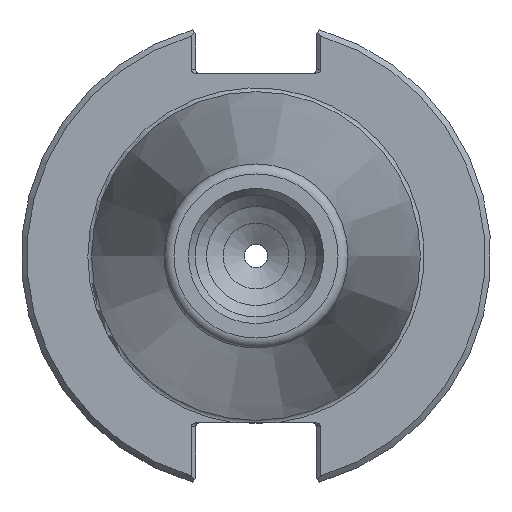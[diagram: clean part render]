
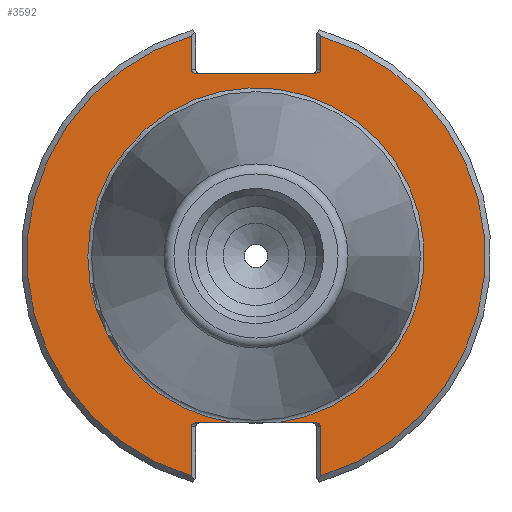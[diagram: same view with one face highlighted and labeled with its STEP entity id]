
A CAD part, left-side view. The second image highlights one B-rep face of the part: STEP entity #3592.
In plain terms, the highlighted planar face has unit normal (-1, 0, 0).
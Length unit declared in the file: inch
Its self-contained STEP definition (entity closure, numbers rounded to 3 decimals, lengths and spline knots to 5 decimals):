
#2650=CARTESIAN_POINT('',(0.125,0.345,0.992));
#2651=VERTEX_POINT('',#2650);
#2658=CARTESIAN_POINT('',(0.125,0.31672,0.972));
#2659=VERTEX_POINT('',#2658);
#2660=CARTESIAN_POINT('',(0.125,0.31672,0.992));
#2661=DIRECTION('',(-1.0,0.0,0.0));
#2662=DIRECTION('',(0.0,1.0,0.0));
#2663=AXIS2_PLACEMENT_3D('',#2660,#2661,#2662);
#2664=ELLIPSE('',#2663,0.02828,0.02);
#2665=EDGE_CURVE('',#2651,#2659,#2664,.T.);
#2750=CARTESIAN_POINT('',(0.125,0.345,1.1702));
#2751=VERTEX_POINT('',#2750);
#2758=CARTESIAN_POINT('',(0.125,0.345,1.1702));
#2759=DIRECTION('',(0.0,0.0,-1.0));
#2760=VECTOR('',#2759,0.1782);
#2761=LINE('',#2758,#2760);
#2762=EDGE_CURVE('',#2751,#2651,#2761,.T.);
#2862=CARTESIAN_POINT('',(0.125,-0.31672,0.972));
#2863=VERTEX_POINT('',#2862);
#2870=CARTESIAN_POINT('',(0.125,-0.345,0.992));
#2871=VERTEX_POINT('',#2870);
#2872=CARTESIAN_POINT('',(0.125,-0.31672,0.992));
#2873=DIRECTION('',(-1.0,0.0,0.0));
#2874=DIRECTION('',(0.0,-1.0,0.0));
#2875=AXIS2_PLACEMENT_3D('',#2872,#2873,#2874);
#2876=ELLIPSE('',#2875,0.02828,0.02);
#2877=EDGE_CURVE('',#2863,#2871,#2876,.T.);
#2927=CARTESIAN_POINT('',(0.125,-0.345,1.1702));
#2928=VERTEX_POINT('',#2927);
#2929=CARTESIAN_POINT('',(0.125,-0.345,0.992));
#2930=DIRECTION('',(0.0,0.0,1.0));
#2931=VECTOR('',#2930,0.1782);
#2932=LINE('',#2929,#2931);
#2933=EDGE_CURVE('',#2871,#2928,#2932,.T.);
#2951=CARTESIAN_POINT('',(0.125,-0.345,-0.908));
#2952=VERTEX_POINT('',#2951);
#2953=CARTESIAN_POINT('',(0.125,-0.31672,-0.888));
#2954=VERTEX_POINT('',#2953);
#2955=CARTESIAN_POINT('',(0.125,-0.31672,-0.908));
#2956=DIRECTION('',(-1.0,0.0,0.0));
#2957=DIRECTION('',(0.0,-1.0,0.0));
#2958=AXIS2_PLACEMENT_3D('',#2955,#2956,#2957);
#2959=ELLIPSE('',#2958,0.02828,0.02);
#2960=EDGE_CURVE('',#2952,#2954,#2959,.T.);
#3058=CARTESIAN_POINT('',(0.125,-0.345,-1.1702));
#3059=VERTEX_POINT('',#3058);
#3066=CARTESIAN_POINT('',(0.125,-0.345,-1.1702));
#3067=DIRECTION('',(0.0,0.0,1.0));
#3068=VECTOR('',#3067,0.2622);
#3069=LINE('',#3066,#3068);
#3070=EDGE_CURVE('',#3059,#2952,#3069,.T.);
#3170=CARTESIAN_POINT('',(0.125,0.31672,-0.888));
#3171=VERTEX_POINT('',#3170);
#3178=CARTESIAN_POINT('',(0.125,0.345,-0.908));
#3179=VERTEX_POINT('',#3178);
#3180=CARTESIAN_POINT('',(0.125,0.31672,-0.908));
#3181=DIRECTION('',(-1.0,0.0,0.0));
#3182=DIRECTION('',(0.0,1.0,0.0));
#3183=AXIS2_PLACEMENT_3D('',#3180,#3181,#3182);
#3184=ELLIPSE('',#3183,0.02828,0.02);
#3185=EDGE_CURVE('',#3171,#3179,#3184,.T.);
#3235=CARTESIAN_POINT('',(0.125,0.345,-1.1702));
#3236=VERTEX_POINT('',#3235);
#3237=CARTESIAN_POINT('',(0.125,0.345,-0.908));
#3238=DIRECTION('',(0.0,0.0,-1.0));
#3239=VECTOR('',#3238,0.2622);
#3240=LINE('',#3237,#3239);
#3241=EDGE_CURVE('',#3179,#3236,#3240,.T.);
#3308=CARTESIAN_POINT('',(0.125,0.31672,0.972));
#3309=DIRECTION('',(0.0,-1.0,0.0));
#3310=VECTOR('',#3309,0.63343);
#3311=LINE('',#3308,#3310);
#3312=EDGE_CURVE('',#2659,#2863,#3311,.T.);
#3510=CARTESIAN_POINT('',(0.125,-0.11172,-0.888));
#3511=VERTEX_POINT('',#3510);
#3512=CARTESIAN_POINT('',(0.125,0.11172,-0.888));
#3513=VERTEX_POINT('',#3512);
#3528=CARTESIAN_POINT('',(0.125,0.,0.0));
#3529=DIRECTION('',(-1.0,0.0,0.0));
#3530=DIRECTION('',(0.0,-1.0,0.0));
#3531=AXIS2_PLACEMENT_3D('',#3528,#3529,#3530);
#3532=CIRCLE('',#3531,0.895);
#3533=EDGE_CURVE('',#3511,#3513,#3532,.T.);
#3549=CARTESIAN_POINT('',(0.125,1.0625,0.0));
#3550=DIRECTION('',(-1.0,0.0,0.0));
#3551=DIRECTION('',(0.0,0.0,1.0));
#3552=AXIS2_PLACEMENT_3D('',#3549,#3550,#3551);
#3553=PLANE('',#3552);
#3554=ORIENTED_EDGE('',*,*,#3533,.F.);
#3555=CARTESIAN_POINT('',(0.125,-0.31672,-0.888));
#3556=DIRECTION('',(0.0,1.0,0.0));
#3557=VECTOR('',#3556,0.205);
#3558=LINE('',#3555,#3557);
#3559=EDGE_CURVE('',#2954,#3511,#3558,.T.);
#3560=ORIENTED_EDGE('',*,*,#3559,.F.);
#3561=ORIENTED_EDGE('',*,*,#2960,.F.);
#3562=ORIENTED_EDGE('',*,*,#3070,.F.);
#3563=CARTESIAN_POINT('',(0.125,0.,0.0));
#3564=DIRECTION('',(1.0,0.0,0.0));
#3565=DIRECTION('',(0.0,-1.0,0.0));
#3566=AXIS2_PLACEMENT_3D('',#3563,#3564,#3565);
#3567=CIRCLE('',#3566,1.22);
#3568=EDGE_CURVE('',#2928,#3059,#3567,.T.);
#3569=ORIENTED_EDGE('',*,*,#3568,.F.);
#3570=ORIENTED_EDGE('',*,*,#2933,.F.);
#3571=ORIENTED_EDGE('',*,*,#2877,.F.);
#3572=ORIENTED_EDGE('',*,*,#3312,.F.);
#3573=ORIENTED_EDGE('',*,*,#2665,.F.);
#3574=ORIENTED_EDGE('',*,*,#2762,.F.);
#3575=CARTESIAN_POINT('',(0.125,0.,0.0));
#3576=DIRECTION('',(1.0,0.0,0.0));
#3577=DIRECTION('',(0.0,1.0,0.0));
#3578=AXIS2_PLACEMENT_3D('',#3575,#3576,#3577);
#3579=CIRCLE('',#3578,1.22);
#3580=EDGE_CURVE('',#3236,#2751,#3579,.T.);
#3581=ORIENTED_EDGE('',*,*,#3580,.F.);
#3582=ORIENTED_EDGE('',*,*,#3241,.F.);
#3583=ORIENTED_EDGE('',*,*,#3185,.F.);
#3584=CARTESIAN_POINT('',(0.125,0.11172,-0.888));
#3585=DIRECTION('',(0.0,1.0,0.0));
#3586=VECTOR('',#3585,0.205);
#3587=LINE('',#3584,#3586);
#3588=EDGE_CURVE('',#3513,#3171,#3587,.T.);
#3589=ORIENTED_EDGE('',*,*,#3588,.F.);
#3590=EDGE_LOOP('',(#3554,#3560,#3561,#3562,#3569,#3570,#3571,#3572,#3573,#3574,#3581,#3582,#3583,#3589));
#3591=FACE_OUTER_BOUND('',#3590,.T.);
#3592=ADVANCED_FACE('',(#3591),#3553,.T.);
